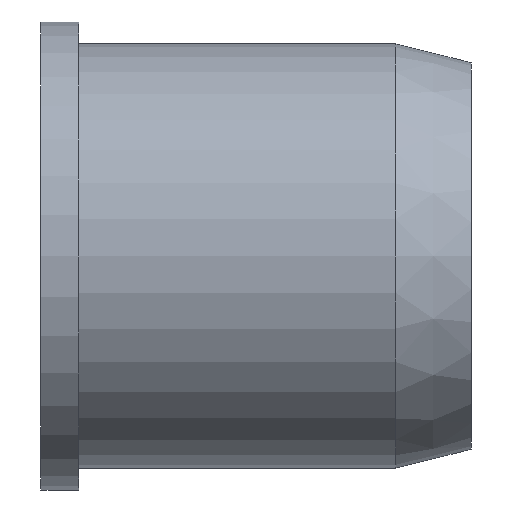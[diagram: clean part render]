
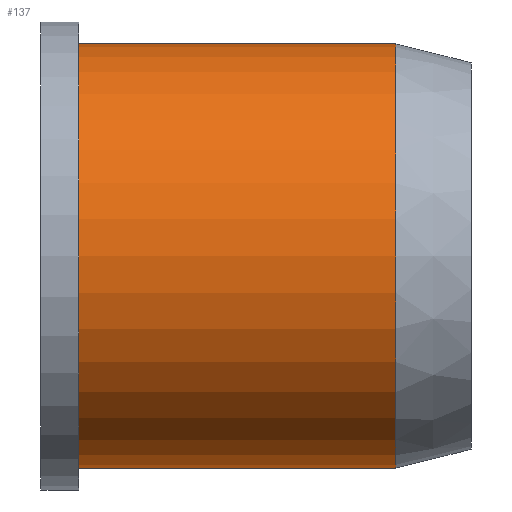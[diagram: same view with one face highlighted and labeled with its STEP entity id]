
A CAD part, front view. The second image highlights one B-rep face of the part: STEP entity #137.
In plain terms, the highlighted cylindrical face has radius 3.569 mm (diameter 7.137 mm), a partial arc.
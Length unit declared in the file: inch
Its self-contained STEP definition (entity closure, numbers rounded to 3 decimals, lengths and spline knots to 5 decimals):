
#4 = CARTESIAN_POINT ( 'NONE',  ( 0.21, 0.3, 0.1405 ) ) ;
#6 = ORIENTED_EDGE ( 'NONE', *, *, #413, .F. ) ;
#24 = CARTESIAN_POINT ( 'NONE',  ( 0.15, 0.3, -0.1405 ) ) ;
#31 = CARTESIAN_POINT ( 'NONE',  ( -0.06, 0.3, 0.1405 ) ) ;
#42 = EDGE_CURVE ( 'NONE', #55, #314, #202, .T. ) ;
#49 = DIRECTION ( 'NONE',  ( 1., 0., 0. ) ) ;
#55 = VERTEX_POINT ( 'NONE', #350 ) ;
#75 = AXIS2_PLACEMENT_3D ( 'NONE', #180, #100, #178 ) ;
#77 = VERTEX_POINT ( 'NONE', #283 ) ;
#87 = DIRECTION ( 'NONE',  ( 0., 0., -1. ) ) ;
#96 = DIRECTION ( 'NONE',  ( 1., 0., 0. ) ) ;
#100 = DIRECTION ( 'NONE',  ( 1., 0., 0. ) ) ;
#132 = EDGE_CURVE ( 'NONE', #77, #314, #287, .T. ) ;
#137 = ADVANCED_FACE ( 'NONE', ( #257 ), #195, .T. ) ;
#143 = AXIS2_PLACEMENT_3D ( 'NONE', #326, #448, #411 ) ;
#150 = ORIENTED_EDGE ( 'NONE', *, *, #42, .T. ) ;
#159 = ORIENTED_EDGE ( 'NONE', *, *, #132, .F. ) ;
#178 = DIRECTION ( 'NONE',  ( 0., 0., -1. ) ) ;
#180 = CARTESIAN_POINT ( 'NONE',  ( 0.21, 0.3, 0. ) ) ;
#195 = CYLINDRICAL_SURFACE ( 'NONE', #75, 0.1405 ) ;
#199 = AXIS2_PLACEMENT_3D ( 'NONE', #278, #49, #87 ) ;
#202 = LINE ( 'NONE', #359, #406 ) ;
#208 = CIRCLE ( 'NONE', #143, 0.1405 ) ;
#257 = FACE_OUTER_BOUND ( 'NONE', #394, .T. ) ;
#278 = CARTESIAN_POINT ( 'NONE',  ( 0.15, 0.3, 0. ) ) ;
#279 = ORIENTED_EDGE ( 'NONE', *, *, #439, .T. ) ;
#282 = VERTEX_POINT ( 'NONE', #31 ) ;
#283 = CARTESIAN_POINT ( 'NONE',  ( 0.15, 0.3, 0.1405 ) ) ;
#287 = CIRCLE ( 'NONE', #199, 0.1405 ) ;
#294 = VECTOR ( 'NONE', #438, 39.37008 ) ;
#314 = VERTEX_POINT ( 'NONE', #24 ) ;
#326 = CARTESIAN_POINT ( 'NONE',  ( -0.06, 0.3, 0. ) ) ;
#350 = CARTESIAN_POINT ( 'NONE',  ( -0.06, 0.3, -0.1405 ) ) ;
#359 = CARTESIAN_POINT ( 'NONE',  ( 0.21, 0.3, -0.1405 ) ) ;
#393 = LINE ( 'NONE', #4, #294 ) ;
#394 = EDGE_LOOP ( 'NONE', ( #6, #279, #150, #159 ) ) ;
#406 = VECTOR ( 'NONE', #96, 39.37008 ) ;
#411 = DIRECTION ( 'NONE',  ( 0., 0., -1. ) ) ;
#413 = EDGE_CURVE ( 'NONE', #282, #77, #393, .T. ) ;
#438 = DIRECTION ( 'NONE',  ( 1., 0., 0. ) ) ;
#439 = EDGE_CURVE ( 'NONE', #282, #55, #208, .T. ) ;
#448 = DIRECTION ( 'NONE',  ( 1., 0., 0. ) ) ;
